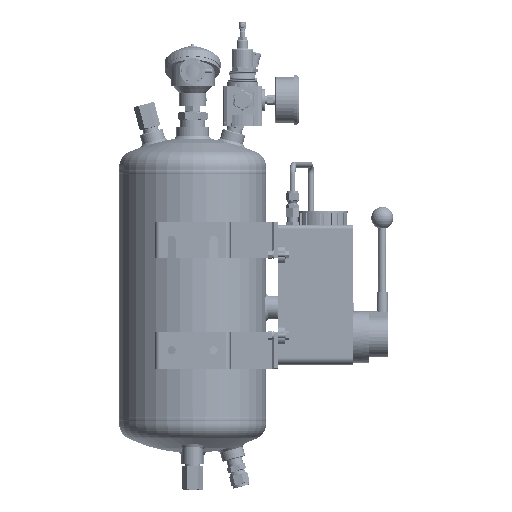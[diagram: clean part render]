
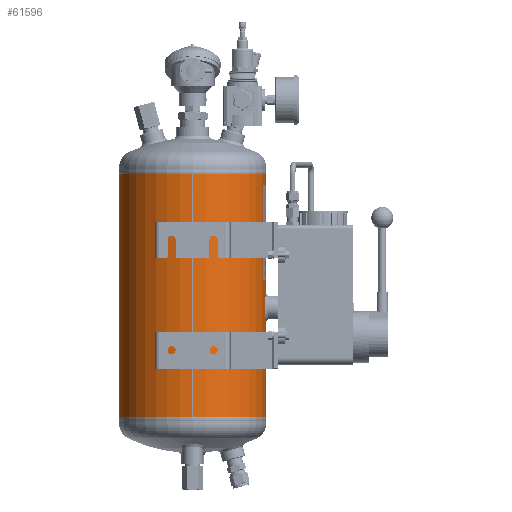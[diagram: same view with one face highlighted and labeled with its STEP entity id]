
A CAD part, left-side view. The second image highlights one B-rep face of the part: STEP entity #61596.
In plain terms, the highlighted cylindrical face has radius 100 mm (diameter 200 mm), a partial arc.
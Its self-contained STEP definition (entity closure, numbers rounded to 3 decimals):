
#3976=LINE('',#98447,#8114);
#3977=LINE('',#98452,#8115);
#3978=LINE('',#98456,#8116);
#3979=LINE('',#98460,#8117);
#8114=VECTOR('',#81510,1000.);
#8115=VECTOR('',#81513,1000.);
#8116=VECTOR('',#81516,1000.);
#8117=VECTOR('',#81519,1000.);
#12252=CIRCLE('',#75144,100.);
#12253=CIRCLE('',#75145,100.);
#12254=CIRCLE('',#75146,100.);
#12255=CIRCLE('',#75147,100.);
#14487=ORIENTED_EDGE('',*,*,#32879,.T.);
#14488=ORIENTED_EDGE('',*,*,#32880,.T.);
#14489=ORIENTED_EDGE('',*,*,#32881,.T.);
#14490=ORIENTED_EDGE('',*,*,#32882,.F.);
#14491=ORIENTED_EDGE('',*,*,#32883,.F.);
#14492=ORIENTED_EDGE('',*,*,#32884,.F.);
#14493=ORIENTED_EDGE('',*,*,#32885,.F.);
#14494=ORIENTED_EDGE('',*,*,#32886,.T.);
#14495=ORIENTED_EDGE('',*,*,#32887,.T.);
#14496=ORIENTED_EDGE('',*,*,#32888,.F.);
#14497=ORIENTED_EDGE('',*,*,#32889,.F.);
#32879=EDGE_CURVE('',#42075,#42075,#48472,.T.);
#32880=EDGE_CURVE('',#42076,#42076,#48473,.T.);
#32881=EDGE_CURVE('',#42077,#42077,#48474,.T.);
#32882=EDGE_CURVE('',#42078,#42079,#3976,.T.);
#32883=EDGE_CURVE('',#42080,#42078,#12252,.T.);
#32884=EDGE_CURVE('',#42081,#42080,#3977,.F.);
#32885=EDGE_CURVE('',#42082,#42081,#12253,.T.);
#32886=EDGE_CURVE('',#42082,#42083,#3978,.T.);
#32887=EDGE_CURVE('',#42083,#42084,#12254,.T.);
#32888=EDGE_CURVE('',#42085,#42084,#3979,.T.);
#32889=EDGE_CURVE('',#42079,#42085,#12255,.T.);
#42075=VERTEX_POINT('',#98422);
#42076=VERTEX_POINT('',#98434);
#42077=VERTEX_POINT('',#98446);
#42078=VERTEX_POINT('',#98448);
#42079=VERTEX_POINT('',#98449);
#42080=VERTEX_POINT('',#98451);
#42081=VERTEX_POINT('',#98453);
#42082=VERTEX_POINT('',#98455);
#42083=VERTEX_POINT('',#98457);
#42084=VERTEX_POINT('',#98459);
#42085=VERTEX_POINT('',#98461);
#48472=B_SPLINE_CURVE_WITH_KNOTS('',3,(#98403,#98404,#98405,#98406,#98407,
#98408,#98409,#98410,#98411,#98412,#98413,#98414,#98415,#98416,#98417,#98418,
#98419,#98420,#98421),.UNSPECIFIED.,.T.,.F.,(1,1,1,1,1,1,1,1,1,1,1,1,1,
1,1,1,1,1,1,1,1,1,1),(-0.018,-0.012,-0.006,
0.,0.006,0.012,0.018,0.023,
0.029,0.035,0.041,0.047,
0.053,0.059,0.065,0.07,
0.076,0.082,0.088,0.094,
0.1,0.106,0.112),.UNSPECIFIED.);
#48473=B_SPLINE_CURVE_WITH_KNOTS('',3,(#98423,#98424,#98425,#98426,#98427,
#98428,#98429,#98430,#98431,#98432,#98433),.UNSPECIFIED.,.T.,.F.,(1,1,1,
1,1,1,1,1,1,1,1,1,1,1,1),(-0.012,-0.008,-0.004,
0.,0.004,0.008,0.012,
0.016,0.02,0.023,0.027,
0.031,0.035,0.039,0.043),
 .UNSPECIFIED.);
#48474=B_SPLINE_CURVE_WITH_KNOTS('',3,(#98435,#98436,#98437,#98438,#98439,
#98440,#98441,#98442,#98443,#98444,#98445),.UNSPECIFIED.,.T.,.F.,(1,1,1,
1,1,1,1,1,1,1,1,1,1,1,1),(-0.012,-0.008,-0.004,
0.,0.004,0.008,0.012,
0.016,0.02,0.023,0.027,
0.031,0.035,0.039,0.043),
 .UNSPECIFIED.);
#50931=EDGE_LOOP('',(#14487));
#50932=EDGE_LOOP('',(#14488));
#50933=EDGE_LOOP('',(#14489));
#50934=EDGE_LOOP('',(#14490,#14491,#14492,#14493,#14494,#14495,#14496,#14497));
#55797=FACE_BOUND('',#50931,.T.);
#55798=FACE_BOUND('',#50932,.T.);
#55799=FACE_BOUND('',#50933,.T.);
#55800=FACE_BOUND('',#50934,.T.);
#60663=CYLINDRICAL_SURFACE('',#75143,100.);
#61596=ADVANCED_FACE('',(#55797,#55798,#55799,#55800),#60663,.T.);
#75143=AXIS2_PLACEMENT_3D('',#98402,#81508,#81509);
#75144=AXIS2_PLACEMENT_3D('',#98450,#81511,#81512);
#75145=AXIS2_PLACEMENT_3D('',#98454,#81514,#81515);
#75146=AXIS2_PLACEMENT_3D('',#98458,#81517,#81518);
#75147=AXIS2_PLACEMENT_3D('',#98462,#81520,#81521);
#81508=DIRECTION('',(0.,-1.,0.));
#81509=DIRECTION('',(0.,0.,-1.));
#81510=DIRECTION('',(0.,-1.,0.));
#81511=DIRECTION('',(0.,1.,0.));
#81512=DIRECTION('',(1.,0.,0.));
#81513=DIRECTION('',(0.,-1.,0.));
#81514=DIRECTION('',(0.,-1.,0.));
#81515=DIRECTION('',(1.,0.,0.));
#81516=DIRECTION('',(0.,-1.,0.));
#81517=DIRECTION('',(0.,1.,0.));
#81518=DIRECTION('',(1.,0.,0.));
#81519=DIRECTION('',(0.,-1.,0.));
#81520=DIRECTION('',(0.,-1.,0.));
#81521=DIRECTION('',(1.,0.,0.));
#98402=CARTESIAN_POINT('',(0.,330.,0.));
#98403=CARTESIAN_POINT('',(-98.994,187.429,14.208));
#98404=CARTESIAN_POINT('',(-98.806,181.503,15.395));
#98405=CARTESIAN_POINT('',(-98.993,175.608,14.214));
#98406=CARTESIAN_POINT('',(-99.436,170.625,10.88));
#98407=CARTESIAN_POINT('',(-99.878,167.295,5.9));
#98408=CARTESIAN_POINT('',(-100.061,166.117,0.009));
#98409=CARTESIAN_POINT('',(-99.879,167.288,-5.887));
#98410=CARTESIAN_POINT('',(-99.437,170.623,-10.879));
#98411=CARTESIAN_POINT('',(-98.992,175.61,-14.215));
#98412=CARTESIAN_POINT('',(-98.807,181.503,-15.391));
#98413=CARTESIAN_POINT('',(-98.992,187.396,-14.219));
#98414=CARTESIAN_POINT('',(-99.435,192.379,-10.892));
#98415=CARTESIAN_POINT('',(-99.877,195.718,-5.914));
#98416=CARTESIAN_POINT('',(-100.061,196.901,-0.013));
#98417=CARTESIAN_POINT('',(-99.878,195.728,5.889));
#98418=CARTESIAN_POINT('',(-99.437,192.395,10.874));
#98419=CARTESIAN_POINT('',(-98.994,187.429,14.208));
#98420=CARTESIAN_POINT('',(-98.806,181.503,15.395));
#98421=CARTESIAN_POINT('',(-98.993,175.608,14.214));
#98422=CARTESIAN_POINT('',(-98.869,181.508,15.));
#98423=CARTESIAN_POINT('',(3.922,158.915,-99.937));
#98424=CARTESIAN_POINT('',(-0.001,160.542,-100.031));
#98425=CARTESIAN_POINT('',(-3.918,158.916,-99.937));
#98426=CARTESIAN_POINT('',(-5.54,155.004,-99.844));
#98427=CARTESIAN_POINT('',(-3.921,151.083,-99.937));
#98428=CARTESIAN_POINT('',(-0.001,149.46,-100.031));
#98429=CARTESIAN_POINT('',(3.913,151.078,-99.938));
#98430=CARTESIAN_POINT('',(5.541,154.994,-99.844));
#98431=CARTESIAN_POINT('',(3.922,158.915,-99.937));
#98432=CARTESIAN_POINT('',(-0.001,160.542,-100.031));
#98433=CARTESIAN_POINT('',(-3.918,158.916,-99.937));
#98434=CARTESIAN_POINT('',(0.,160.,-100.));
#98435=CARTESIAN_POINT('',(3.922,48.915,-99.937));
#98436=CARTESIAN_POINT('',(-0.001,50.542,-100.031));
#98437=CARTESIAN_POINT('',(-3.918,48.916,-99.937));
#98438=CARTESIAN_POINT('',(-5.54,45.004,-99.844));
#98439=CARTESIAN_POINT('',(-3.921,41.083,-99.937));
#98440=CARTESIAN_POINT('',(-0.001,39.46,-100.031));
#98441=CARTESIAN_POINT('',(3.913,41.078,-99.938));
#98442=CARTESIAN_POINT('',(5.541,44.994,-99.844));
#98443=CARTESIAN_POINT('',(3.922,48.915,-99.937));
#98444=CARTESIAN_POINT('',(-0.001,50.542,-100.031));
#98445=CARTESIAN_POINT('',(-3.918,48.916,-99.937));
#98446=CARTESIAN_POINT('',(0.,50.,-100.));
#98447=CARTESIAN_POINT('',(-0.241,165.,100.));
#98448=CARTESIAN_POINT('',(-0.241,330.,100.));
#98449=CARTESIAN_POINT('',(-0.241,265.,100.));
#98450=CARTESIAN_POINT('',(0.,330.,0.));
#98451=CARTESIAN_POINT('',(0.241,330.,100.));
#98452=CARTESIAN_POINT('',(0.241,165.,100.));
#98453=CARTESIAN_POINT('',(0.241,265.,100.));
#98454=CARTESIAN_POINT('',(0.,265.,0.));
#98455=CARTESIAN_POINT('',(0.254,265.,100.));
#98456=CARTESIAN_POINT('',(0.254,265.,100.));
#98457=CARTESIAN_POINT('',(0.254,0.,100.));
#98458=CARTESIAN_POINT('',(0.,0.,0.));
#98459=CARTESIAN_POINT('',(-0.254,0.,100.));
#98460=CARTESIAN_POINT('',(-0.254,265.,100.));
#98461=CARTESIAN_POINT('',(-0.254,265.,100.));
#98462=CARTESIAN_POINT('',(0.,265.,0.));
